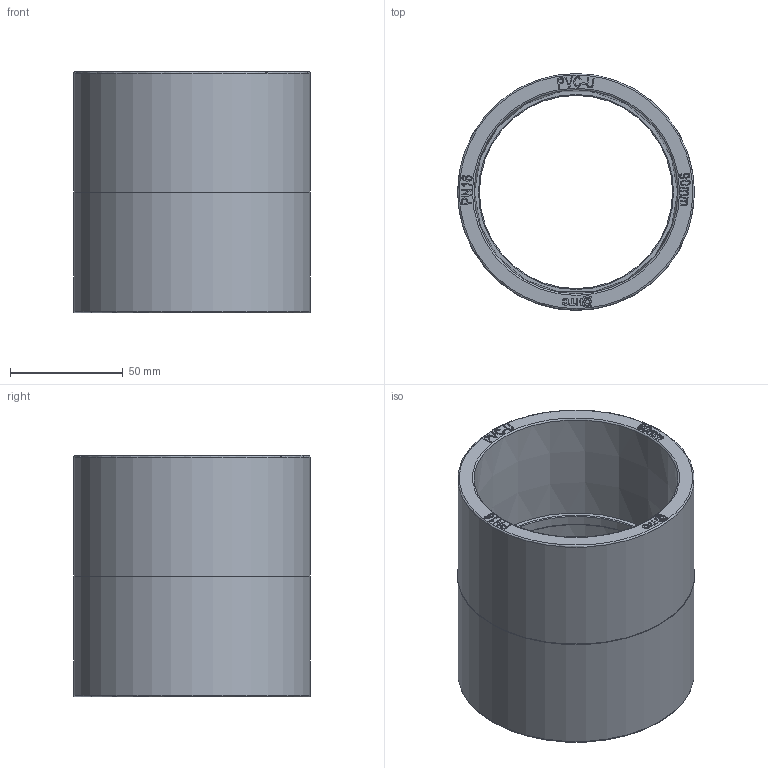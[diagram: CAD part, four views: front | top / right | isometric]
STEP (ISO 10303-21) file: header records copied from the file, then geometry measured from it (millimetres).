
FILE_DESCRIPTION(/* description */ (''),/* implementation_level */ '2;1');
FILE_NAME(/* name */ 'AF0101.000.090.step',/* time_stamp */ '2026-02-11T14:17:57+01:00',/* author */ (''),/* organization */ (''),/* preprocessor_version */ 'ST-DEVELOPER v20.1',/* originating_system */ 'Autodesk Translation Framework v14.24.0.0',/* authorisation */ '');
FILE_SCHEMA (('AUTOMOTIVE_DESIGN { 1 0 10303 214 3 1 1 }'));
Length unit declared in the file: millimetre
Products named in the file (1): 2026-02-11-11-11-22-055
Bounding box: 105.15 x 105.15 x 107.2 mm (x, y, z)
Volume: 244763.6 mm3; surface area: 70844.1 mm2
Topology: 1 solids, 1 shells, 334 faces, 905 edges, 602 vertices
Faces by surface type: bspline 190, plane 132, torus 6, cylinder 4, cone 2
Full cylindrical faces by diameter (mm): 85.744 x1, 105 x2, 105.153 x1
Entity records: 12001 total; most frequent: CARTESIAN_POINT 4928, ORIENTED_EDGE 1810, EDGE_CURVE 905, DIRECTION 841, VERTEX_POINT 602, LINE 499, VECTOR 499, EDGE_LOOP 365
